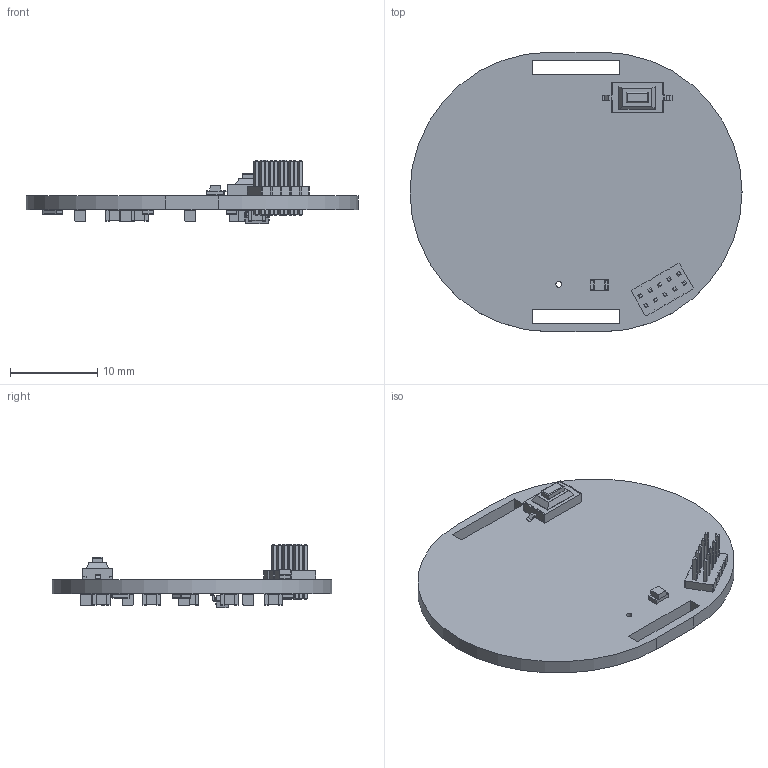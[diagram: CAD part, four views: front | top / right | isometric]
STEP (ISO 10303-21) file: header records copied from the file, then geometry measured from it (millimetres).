
FILE_DESCRIPTION(('KiCad electronic assembly'),'2;1');
FILE_NAME('nRF5340-Wearable.step','2021-06-13T18:31:30',('An Author'),( 'A Company'),'Open CASCADE STEP processor 6.9', 'KiCad to STEP converter','Unknown');
FILE_SCHEMA(('AUTOMOTIVE_DESIGN { 1 0 10303 214 1 1 1 1 }'));
Length unit declared in the file: millimetre
Products named in the file (14): Open CASCADE STEP translator 6.9 1; C_0805_2012Metric; SOLID; SW_SPST_CK_RS282G05A3; R_0805_2012Metric; LED_0805_2012Metric; SOT-23-5; PinHeader_2x05_P1.27mm_Vertical; COMPOUND
Assembly tree (24 placements, depth 3):
  Open CASCADE STEP translator 6.9 1
    C_0805_2012Metric  x10
      SOLID
    SW_SPST_CK_RS282G05A3
      SOLID
    R_0805_2012Metric  x3
      SOLID
    LED_0805_2012Metric
      SOLID
    SOT-23-5
      SOLID
    PinHeader_2x05_P1.27mm_Vertical
      SOLID
    COMPOUND
Bounding box: 38 x 32 x 7.25 mm (x, y, z)
Volume: 1639.4 mm3; surface area: 2656.6 mm2
Topology: 18 solids, 18 shells, 865 faces, 2175 edges, 1398 vertices
Faces by surface type: plane 643, cylinder 193, bspline 29
Full cylindrical faces by diameter (mm): 0.65 x11
Entity records: 38864 total; most frequent: CARTESIAN_POINT 6483, DIRECTION 5266, LINE 3818, VECTOR 3818, ORIENTED_EDGE 2782, PCURVE 2782, DEFINITIONAL_REPRESENTATION 2782, EDGE_CURVE 1391
